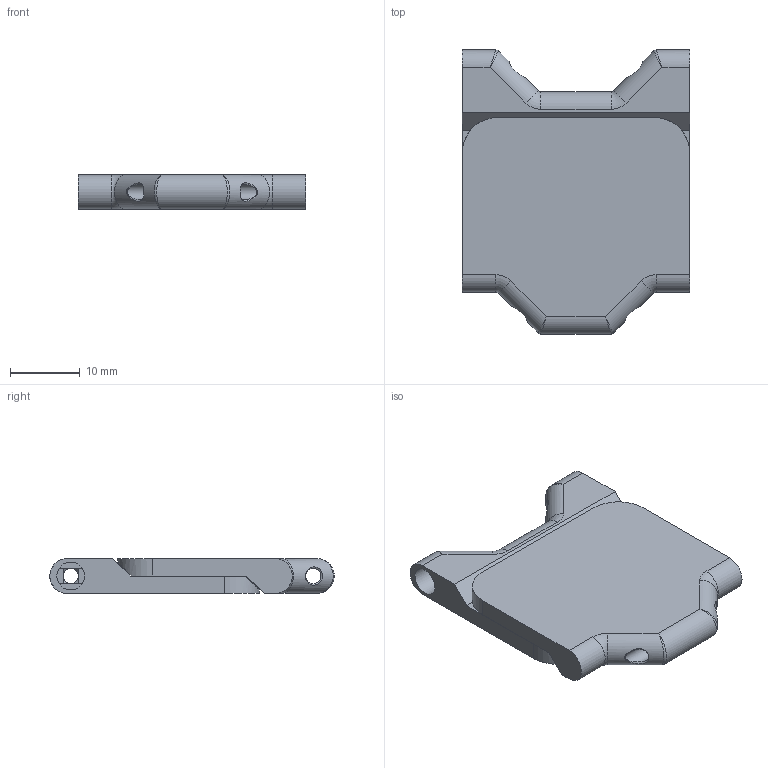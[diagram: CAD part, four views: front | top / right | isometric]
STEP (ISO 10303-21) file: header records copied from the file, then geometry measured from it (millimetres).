
FILE_DESCRIPTION(/* description */ ('STEP AP242','CAx-IF Rec.Pracs.---Representation and Presentation of Product Manufacturing Information (PMI)---4.0---2014-10-13','CAx-IF Rec.Pracs.---3D Tessellated Geometry---0.4---2014-09-14','2;1'),/* implementation_level */ '2;1');
FILE_NAME(/* name */ '67c78eb70df0791cfdc07df8',/* time_stamp */ '2025-03-04T23:37:27Z',/* author */ (''),/* organization */ (''),/* preprocessor_version */ 'ST-DEVELOPER v20',/* originating_system */ 'ONSHAPE BY PTC INC, 1.194',/* authorisation */ ' ');
FILE_SCHEMA (('AP242_MANAGED_MODEL_BASED_3D_ENGINEERING_MIM_LF { 1 0 10303 442 1 1 4 }'));
Length unit declared in the file: metre
Products named in the file (2): Male Magnet Joint; Female Magnet Joint
Bounding box: 32.5 x 40.7 x 5 mm (x, y, z)
Volume: 4877.4 mm3; surface area: 4653.5 mm2
Topology: 2 solids, 2 shells, 78 faces, 199 edges, 123 vertices
Faces by surface type: plane 34, cylinder 24, bspline 12, torus 4, cone 4
Full cylindrical faces by diameter (mm): 2.2 x3, 4 x1, 6 x6
Entity records: 2711 total; most frequent: CARTESIAN_POINT 928, ORIENTED_EDGE 352, DIRECTION 346, EDGE_CURVE 176, AXIS2_PLACEMENT_3D 134, VERTEX_POINT 118, EDGE_LOOP 100, FACE_BOUND 100
